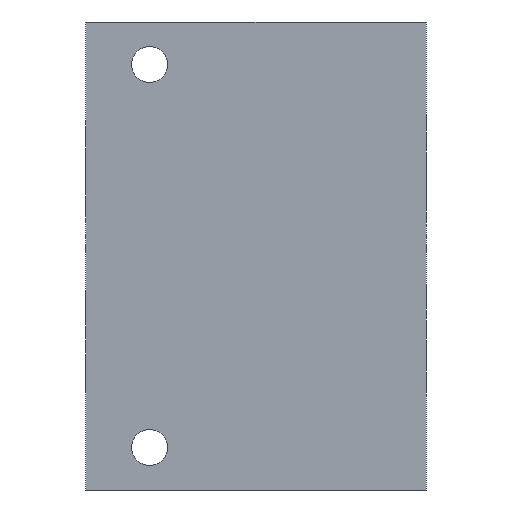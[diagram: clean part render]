
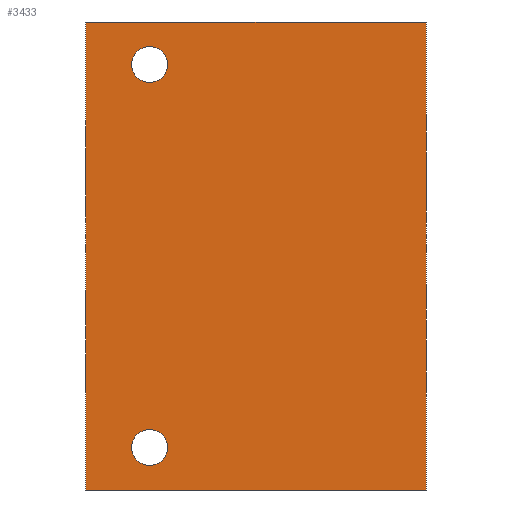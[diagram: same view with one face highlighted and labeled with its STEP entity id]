
A CAD part, left-side view. The second image highlights one B-rep face of the part: STEP entity #3433.
In plain terms, the highlighted planar face has unit normal (-1, 0, 0).
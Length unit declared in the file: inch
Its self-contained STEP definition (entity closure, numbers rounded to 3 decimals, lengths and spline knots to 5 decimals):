
#1=DIRECTION('',(0.,-1.,0.));
#2=VECTOR('',#1,4.);
#3=CARTESIAN_POINT('',(0.,0.,0.));
#4=LINE('',#3,#2);
#37=DIRECTION('',(0.,0.,1.));
#38=VECTOR('',#37,5.5);
#39=CARTESIAN_POINT('',(0.,0.,0.));
#40=LINE('',#39,#38);
#41=CARTESIAN_POINT('',(0.,-0.75,5.));
#42=DIRECTION('',(1.,0.,0.));
#43=DIRECTION('',(0.,0.,-1.));
#44=AXIS2_PLACEMENT_3D('',#41,#42,#43);
#46=CARTESIAN_POINT('',(0.,-0.75,5.));
#47=DIRECTION('',(1.,0.,0.));
#48=DIRECTION('',(0.,0.,1.));
#49=AXIS2_PLACEMENT_3D('',#46,#47,#48);
#51=CARTESIAN_POINT('',(0.,-0.75,0.5));
#52=DIRECTION('',(1.,0.,0.));
#53=DIRECTION('',(0.,0.,-1.));
#54=AXIS2_PLACEMENT_3D('',#51,#52,#53);
#56=CARTESIAN_POINT('',(0.,-0.75,0.5));
#57=DIRECTION('',(1.,0.,0.));
#58=DIRECTION('',(0.,0.,1.));
#59=AXIS2_PLACEMENT_3D('',#56,#57,#58);
#119=DIRECTION('',(0.,0.,1.));
#120=VECTOR('',#119,5.5);
#121=CARTESIAN_POINT('',(0.,-4.,0.));
#122=LINE('',#121,#120);
#143=DIRECTION('',(0.,-1.,0.));
#144=VECTOR('',#143,4.);
#145=CARTESIAN_POINT('',(0.,0.,5.5));
#146=LINE('',#145,#144);
#2915=CARTESIAN_POINT('',(0.,0.,0.));
#2916=CARTESIAN_POINT('',(0.,-4.,0.));
#2917=VERTEX_POINT('',#2915);
#2918=VERTEX_POINT('',#2916);
#2923=CARTESIAN_POINT('',(0.,0.,5.5));
#2924=CARTESIAN_POINT('',(0.,-4.,5.5));
#2925=VERTEX_POINT('',#2923);
#2926=VERTEX_POINT('',#2924);
#3277=CARTESIAN_POINT('',(0.,-0.75,4.789));
#3278=CARTESIAN_POINT('',(0.,-0.75,5.211));
#3279=VERTEX_POINT('',#3277);
#3280=VERTEX_POINT('',#3278);
#3289=CARTESIAN_POINT('',(0.,-0.75,0.289));
#3290=CARTESIAN_POINT('',(0.,-0.75,0.711));
#3291=VERTEX_POINT('',#3289);
#3292=VERTEX_POINT('',#3290);
#3407=CARTESIAN_POINT('',(0.,0.,0.));
#3408=DIRECTION('',(-1.,0.,0.));
#3409=DIRECTION('',(0.,-1.,0.));
#3410=AXIS2_PLACEMENT_3D('',#3407,#3408,#3409);
#3411=PLANE('',#3410);
#3412=ORIENTED_EDGE('',*,*,#3384,.F.);
#3414=ORIENTED_EDGE('',*,*,#3413,.T.);
#3416=ORIENTED_EDGE('',*,*,#3415,.T.);
#3418=ORIENTED_EDGE('',*,*,#3417,.F.);
#3419=EDGE_LOOP('',(#3412,#3414,#3416,#3418));
#3420=FACE_OUTER_BOUND('',#3419,.F.);
#3422=ORIENTED_EDGE('',*,*,#3421,.F.);
#3424=ORIENTED_EDGE('',*,*,#3423,.F.);
#3425=EDGE_LOOP('',(#3422,#3424));
#3426=FACE_BOUND('',#3425,.F.);
#3428=ORIENTED_EDGE('',*,*,#3427,.F.);
#3430=ORIENTED_EDGE('',*,*,#3429,.F.);
#3431=EDGE_LOOP('',(#3428,#3430));
#3432=FACE_BOUND('',#3431,.F.);
#3433=ADVANCED_FACE('',(#3420,#3426,#3432),#3411,.T.);
#45=CIRCLE('',#44,0.211);
#50=CIRCLE('',#49,0.211);
#55=CIRCLE('',#54,0.211);
#60=CIRCLE('',#59,0.211);
#3384=EDGE_CURVE('',#2917,#2918,#4,.T.);
#3413=EDGE_CURVE('',#2917,#2925,#40,.T.);
#3415=EDGE_CURVE('',#2925,#2926,#146,.T.);
#3417=EDGE_CURVE('',#2918,#2926,#122,.T.);
#3421=EDGE_CURVE('',#3279,#3280,#45,.T.);
#3423=EDGE_CURVE('',#3280,#3279,#50,.T.);
#3427=EDGE_CURVE('',#3291,#3292,#55,.T.);
#3429=EDGE_CURVE('',#3292,#3291,#60,.T.);
